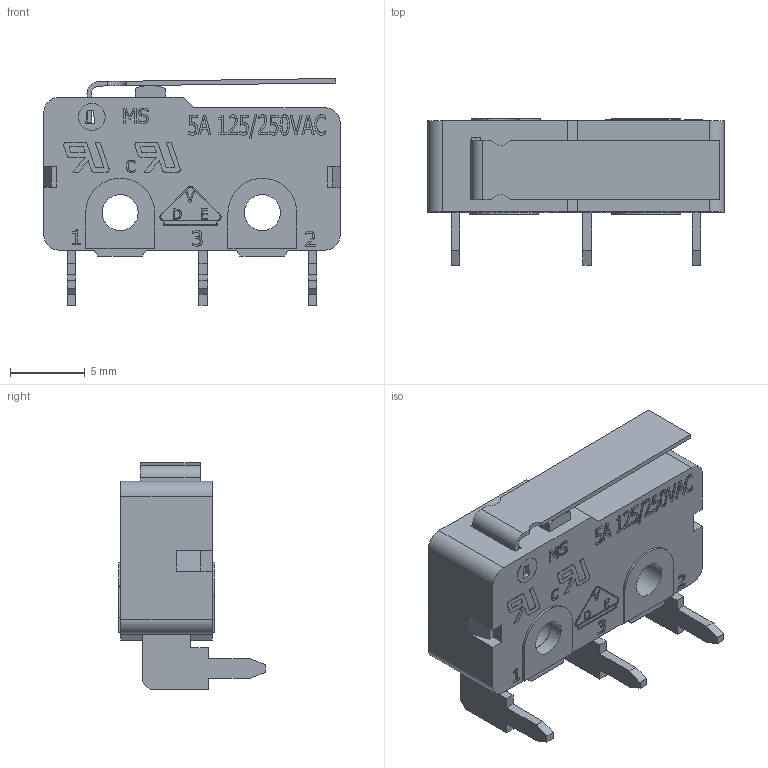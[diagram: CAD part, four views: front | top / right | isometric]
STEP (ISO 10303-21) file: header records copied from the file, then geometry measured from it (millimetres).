
FILE_DESCRIPTION((' '),'2;1');
FILE_NAME('MS085xx01FxxxV2A.stp','2017-08-02T09:08:40',(' '),(' '),' ','ACIS',' ');
FILE_SCHEMA(('CONFIG_CONTROL_DESIGN'));
Length unit declared in the file: inch
Products named in the file (1): MS085xx01FxxxV2A.stp
Bounding box: 19.8 x 9.8 x 15.16 mm (x, y, z)
Volume: 816.3 mm3; surface area: 1665.2 mm2
Topology: 1 solids, 4 shells, 790 faces, 2177 edges, 1449 vertices
Faces by surface type: plane 513, bspline 237, cylinder 40
Full cylindrical faces by diameter (mm): 1.8 x1, 2.4 x2, 2.5 x1
Entity records: 26248 total; most frequent: CARTESIAN_POINT 7564, ORIENTED_EDGE 4342, DIRECTION 2887, EDGE_CURVE 2171, VECTOR 1615, LINE 1615, VERTEX_POINT 1447, EDGE_LOOP 858
